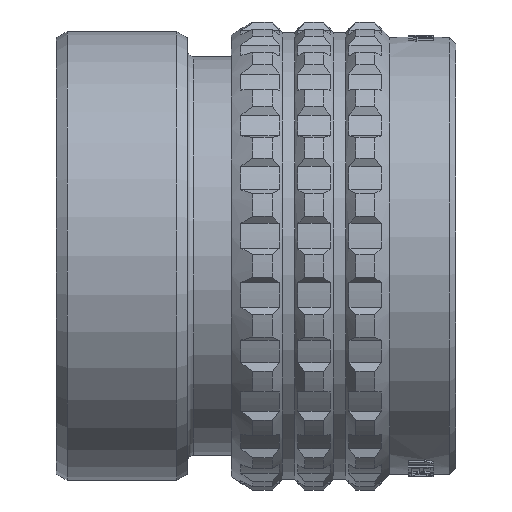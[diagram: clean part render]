
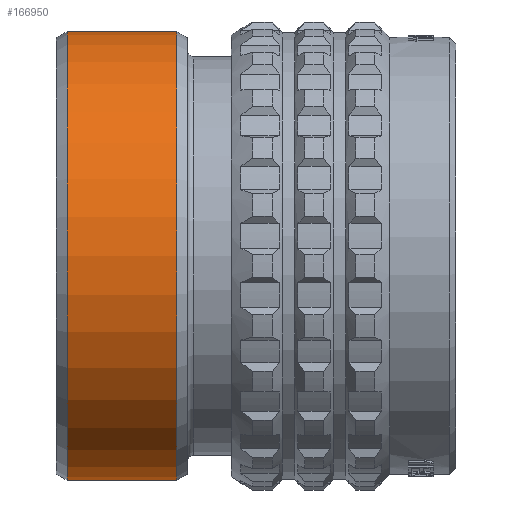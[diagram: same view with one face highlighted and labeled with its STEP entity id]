
A CAD part, top view. The second image highlights one B-rep face of the part: STEP entity #166950.
In plain terms, the highlighted cylindrical face has radius 17.975 mm (diameter 35.95 mm), a partial arc.
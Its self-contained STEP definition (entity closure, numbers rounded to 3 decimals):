
#54752=DIRECTION('',(1.,0.,0.));
#54753=VECTOR('',#54752,8.768);
#54754=CARTESIAN_POINT('',(-13.134,17.975,0.));
#54755=LINE('5783',#54754,#54753);
#54756=DIRECTION('',(1.,0.,0.));
#54757=VECTOR('',#54756,8.768);
#54758=CARTESIAN_POINT('',(-13.134,-17.975,0.));
#54759=LINE('5792',#54758,#54757);
#54760=CARTESIAN_POINT('',(-13.134,0.,0.));
#54761=DIRECTION('',(1.,0.,0.));
#54762=DIRECTION('',(0.,1.,0.));
#54763=AXIS2_PLACEMENT_3D('',#54760,#54761,#54762);
#54773=CARTESIAN_POINT('',(-4.366,0.,0.));
#54774=DIRECTION('',(1.,0.,0.));
#54775=DIRECTION('',(0.,1.,0.));
#54776=AXIS2_PLACEMENT_3D('',#54773,#54774,#54775);
#83237=CARTESIAN_POINT('',(-13.134,17.975,0.));
#83239=VERTEX_POINT('',#83237);
#83240=CARTESIAN_POINT('',(-4.366,17.975,0.));
#83241=VERTEX_POINT('',#83240);
#83249=CARTESIAN_POINT('',(-13.134,-17.975,0.));
#83251=VERTEX_POINT('',#83249);
#83252=CARTESIAN_POINT('',(-4.366,-17.975,0.));
#83253=VERTEX_POINT('',#83252);
#166938=CARTESIAN_POINT('',(19.6,0.,0.));
#166939=DIRECTION('',(-1.,0.,0.));
#166940=DIRECTION('',(0.,-1.,0.));
#166941=AXIS2_PLACEMENT_3D('',#166938,#166939,#166940);
#166942=CYLINDRICAL_SURFACE('270',#166941,17.975);
#166943=ORIENTED_EDGE('5783',*,*,#166921,.T.);
#166945=ORIENTED_EDGE('5823',*,*,#166944,.T.);
#166946=ORIENTED_EDGE('5792',*,*,#166924,.F.);
#166947=ORIENTED_EDGE('5822',*,*,#166881,.F.);
#166948=EDGE_LOOP('270',(#166943,#166945,#166946,#166947));
#166949=FACE_OUTER_BOUND('270',#166948,.F.);
#54764=CIRCLE('5822',#54763,17.975);
#54777=CIRCLE('5823',#54776,17.975);
#166881=EDGE_CURVE('5822',#83239,#83251,#54764,.T.);
#166921=EDGE_CURVE('5783',#83239,#83241,#54755,.T.);
#166924=EDGE_CURVE('5792',#83251,#83253,#54759,.T.);
#166944=EDGE_CURVE('5823',#83241,#83253,#54777,.T.);
#166950=ADVANCED_FACE('270',(#166949),#166942,.T.);
